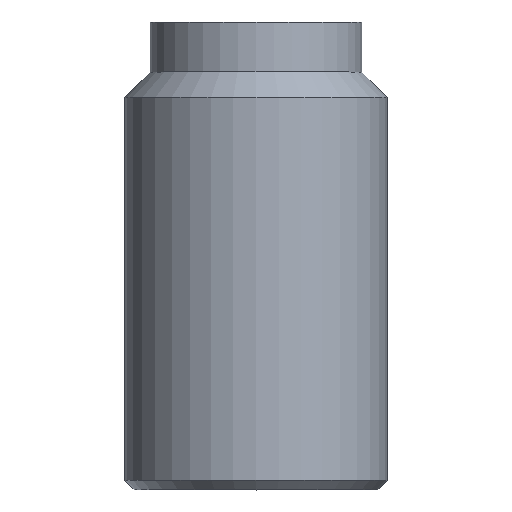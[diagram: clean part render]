
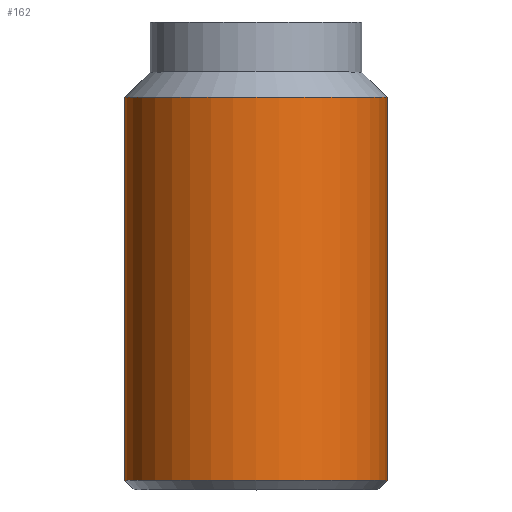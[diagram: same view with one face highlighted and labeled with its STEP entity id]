
A CAD part, top view. The second image highlights one B-rep face of the part: STEP entity #162.
In plain terms, the highlighted cylindrical face has radius 7.1 mm (diameter 14.2 mm), a full revolution.
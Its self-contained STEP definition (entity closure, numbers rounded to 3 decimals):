
#17=CYLINDRICAL_SURFACE('',#193,7.1);
#30=FACE_OUTER_BOUND('',#42,.T.);
#42=EDGE_LOOP('',(#128,#129,#130,#131));
#54=LINE('',#290,#61);
#61=VECTOR('',#237,7.1);
#70=CIRCLE('',#192,7.1);
#71=CIRCLE('',#194,7.1);
#84=VERTEX_POINT('',#284);
#85=VERTEX_POINT('',#288);
#99=EDGE_CURVE('',#84,#84,#70,.T.);
#101=EDGE_CURVE('',#85,#85,#71,.T.);
#102=EDGE_CURVE('',#85,#84,#54,.T.);
#128=ORIENTED_EDGE('',*,*,#101,.F.);
#129=ORIENTED_EDGE('',*,*,#102,.T.);
#130=ORIENTED_EDGE('',*,*,#99,.F.);
#131=ORIENTED_EDGE('',*,*,#102,.F.);
#162=ADVANCED_FACE('',(#30),#17,.T.);
#192=AXIS2_PLACEMENT_3D('',#285,#230,#231);
#193=AXIS2_PLACEMENT_3D('',#287,#233,#234);
#194=AXIS2_PLACEMENT_3D('',#289,#235,#236);
#230=DIRECTION('center_axis',(0.,-1.,0.));
#231=DIRECTION('ref_axis',(1.,0.,0.));
#233=DIRECTION('center_axis',(0.,1.,0.));
#234=DIRECTION('ref_axis',(1.,0.,0.));
#235=DIRECTION('center_axis',(0.,1.,0.));
#236=DIRECTION('ref_axis',(1.,0.,0.));
#237=DIRECTION('',(0.,-1.,0.));
#284=CARTESIAN_POINT('',(-7.1,0.5,0.));
#285=CARTESIAN_POINT('Origin',(0.,0.5,0.));
#287=CARTESIAN_POINT('Origin',(0.,0.,0.));
#288=CARTESIAN_POINT('',(-7.1,21.23,0.));
#289=CARTESIAN_POINT('Origin',(0.,21.23,0.));
#290=CARTESIAN_POINT('',(-7.1,0.,0.));
